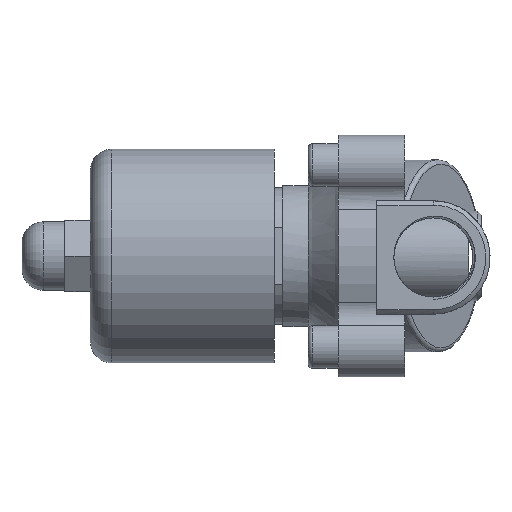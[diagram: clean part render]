
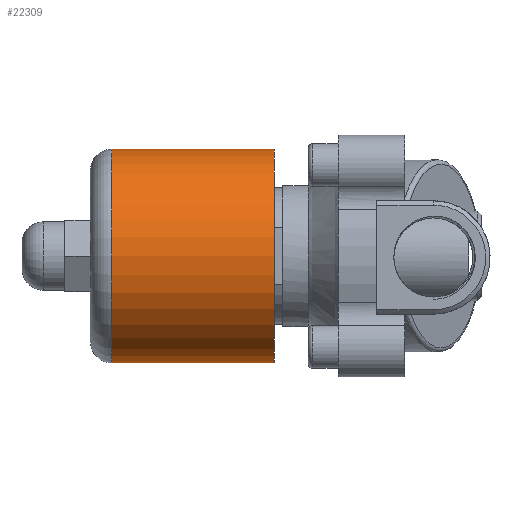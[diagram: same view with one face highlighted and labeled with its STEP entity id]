
A CAD part, left-side view. The second image highlights one B-rep face of the part: STEP entity #22309.
In plain terms, the highlighted cylindrical face has radius 25 mm (diameter 50 mm), a partial arc.
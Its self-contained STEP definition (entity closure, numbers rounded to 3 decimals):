
#90 = CARTESIAN_POINT ( 'NONE',  ( 0., 43., 0. ) ) ;
#119 = EDGE_CURVE ( 'NONE', #10538, #19934, #5370, .T. ) ;
#1990 = DIRECTION ( 'NONE',  ( 0., -1., 0. ) ) ;
#2810 = ORIENTED_EDGE ( 'NONE', *, *, #9223, .T. ) ;
#3197 = CARTESIAN_POINT ( 'NONE',  ( 0., 38., 0. ) ) ;
#4618 = AXIS2_PLACEMENT_3D ( 'NONE', #90, #1990, #19544 ) ;
#5370 = LINE ( 'NONE', #18211, #21104 ) ;
#5403 = DIRECTION ( 'NONE',  ( 0., 0., 1. ) ) ;
#5625 = CIRCLE ( 'NONE', #22532, 25. ) ;
#6982 = DIRECTION ( 'NONE',  ( 0., 0., 1. ) ) ;
#7181 = DIRECTION ( 'NONE',  ( 0., 1., 0. ) ) ;
#8592 = CARTESIAN_POINT ( 'NONE',  ( 0., 43., -25. ) ) ;
#8700 = CARTESIAN_POINT ( 'NONE',  ( 0., 38., -25. ) ) ;
#8798 = CARTESIAN_POINT ( 'NONE',  ( 0., 0., 25. ) ) ;
#9223 = EDGE_CURVE ( 'NONE', #10538, #18436, #17762, .T. ) ;
#10538 = VERTEX_POINT ( 'NONE', #21785 ) ;
#10967 = FACE_OUTER_BOUND ( 'NONE', #17440, .T. ) ;
#13538 = EDGE_CURVE ( 'NONE', #18730, #19934, #5625, .T. ) ;
#13772 = LINE ( 'NONE', #8592, #19697 ) ;
#13967 = ORIENTED_EDGE ( 'NONE', *, *, #119, .F. ) ;
#14773 = CARTESIAN_POINT ( 'NONE',  ( 0., 0., -25. ) ) ;
#15416 = DIRECTION ( 'NONE',  ( 0., -1., 0. ) ) ;
#15902 = AXIS2_PLACEMENT_3D ( 'NONE', #3197, #16170, #6982 ) ;
#16170 = DIRECTION ( 'NONE',  ( 0., -1., 0. ) ) ;
#16213 = DIRECTION ( 'NONE',  ( 0., -1., 0. ) ) ;
#16246 = CARTESIAN_POINT ( 'NONE',  ( 0., 0., 0. ) ) ;
#17440 = EDGE_LOOP ( 'NONE', ( #13967, #2810, #23002, #22636 ) ) ;
#17762 = CIRCLE ( 'NONE', #15902, 25. ) ;
#18132 = CYLINDRICAL_SURFACE ( 'NONE', #4618, 25. ) ;
#18211 = CARTESIAN_POINT ( 'NONE',  ( 0., 43., 25. ) ) ;
#18436 = VERTEX_POINT ( 'NONE', #8700 ) ;
#18730 = VERTEX_POINT ( 'NONE', #14773 ) ;
#19544 = DIRECTION ( 'NONE',  ( 0., 0., -1. ) ) ;
#19697 = VECTOR ( 'NONE', #15416, 1000. ) ;
#19934 = VERTEX_POINT ( 'NONE', #8798 ) ;
#21104 = VECTOR ( 'NONE', #16213, 1000. ) ;
#21785 = CARTESIAN_POINT ( 'NONE',  ( 0., 38., 25. ) ) ;
#22309 = ADVANCED_FACE ( 'NONE', ( #10967 ), #18132, .T. ) ;
#22532 = AXIS2_PLACEMENT_3D ( 'NONE', #16246, #7181, #5403 ) ;
#22548 = EDGE_CURVE ( 'NONE', #18436, #18730, #13772, .T. ) ;
#22636 = ORIENTED_EDGE ( 'NONE', *, *, #13538, .T. ) ;
#23002 = ORIENTED_EDGE ( 'NONE', *, *, #22548, .T. ) ;
